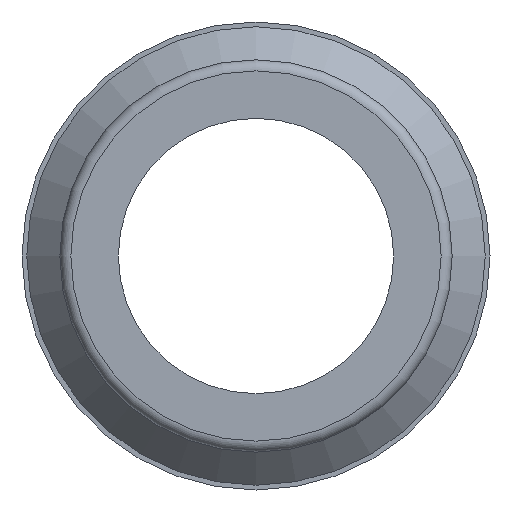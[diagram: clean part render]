
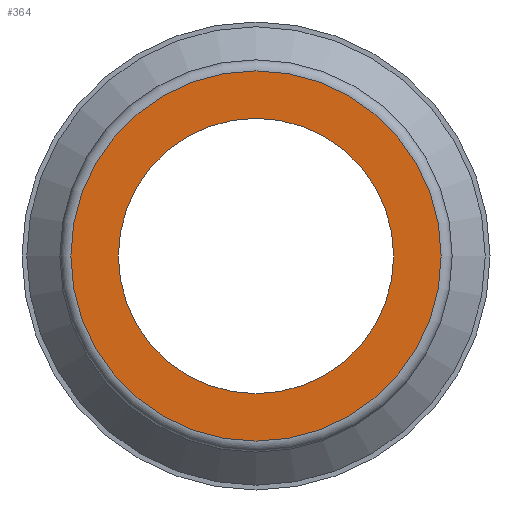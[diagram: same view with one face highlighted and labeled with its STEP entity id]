
A CAD part, left-side view. The second image highlights one B-rep face of the part: STEP entity #364.
In plain terms, the highlighted planar face has unit normal (-1, 0, 0).
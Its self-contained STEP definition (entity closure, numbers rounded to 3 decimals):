
#302=CARTESIAN_POINT('',(0.,6.725,0.0));
#303=VERTEX_POINT('',#302);
#304=CARTESIAN_POINT('',(0.,0.0,0.0));
#305=DIRECTION('',(1.0,0.0,0.0));
#306=DIRECTION('',(0.0,-1.0,0.0));
#307=AXIS2_PLACEMENT_3D('',#304,#305,#306);
#308=CIRCLE('',#307,6.725);
#309=EDGE_CURVE('',#303,#303,#308,.T.);
#345=CARTESIAN_POINT('',(0.,6.062,0.0));
#346=DIRECTION('',(-1.0,0.0,0.0));
#347=DIRECTION('',(0.0,0.0,1.0));
#348=AXIS2_PLACEMENT_3D('',#345,#346,#347);
#349=PLANE('',#348);
#350=ORIENTED_EDGE('',*,*,#309,.F.);
#351=EDGE_LOOP('',(#350));
#352=FACE_OUTER_BOUND('',#351,.T.);
#353=CARTESIAN_POINT('',(0.0,5.,0.0));
#354=VERTEX_POINT('',#353);
#355=CARTESIAN_POINT('',(0.0,0.0,0.0));
#356=DIRECTION('',(1.0,0.0,0.0));
#357=DIRECTION('',(0.0,1.0,0.0));
#358=AXIS2_PLACEMENT_3D('',#355,#356,#357);
#359=CIRCLE('',#358,5.);
#360=EDGE_CURVE('',#354,#354,#359,.T.);
#361=ORIENTED_EDGE('',*,*,#360,.T.);
#362=EDGE_LOOP('',(#361));
#363=FACE_BOUND('',#362,.T.);
#364=ADVANCED_FACE('',(#352,#363),#349,.T.);
